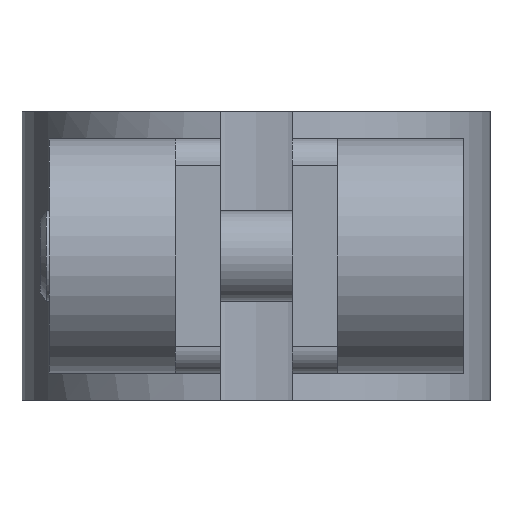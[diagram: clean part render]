
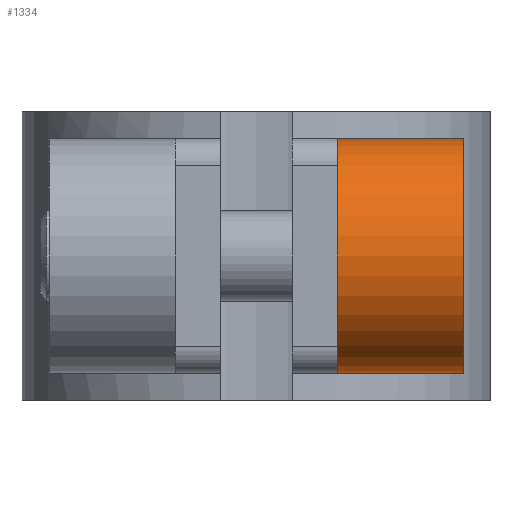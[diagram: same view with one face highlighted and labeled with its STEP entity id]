
A CAD part, front view. The second image highlights one B-rep face of the part: STEP entity #1334.
In plain terms, the highlighted cylindrical face has radius 6.5 mm (diameter 13 mm), a partial arc.
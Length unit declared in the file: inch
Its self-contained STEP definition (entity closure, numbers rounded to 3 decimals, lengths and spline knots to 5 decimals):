
#91 = ORIENTED_EDGE ( 'NONE', *, *, #2033, .F. ) ;
#320 = AXIS2_PLACEMENT_3D ( 'NONE', #1221, #1835, #3496 ) ;
#385 = AXIS2_PLACEMENT_3D ( 'NONE', #1087, #2334, #752 ) ;
#417 = VERTEX_POINT ( 'NONE', #1336 ) ;
#488 = EDGE_LOOP ( 'NONE', ( #2845, #3833, #1922, #4014, #91 ) ) ;
#489 = CARTESIAN_POINT ( 'NONE',  ( 0.45276, -0.57087, 0.25591 ) ) ;
#536 = VERTEX_POINT ( 'NONE', #1486 ) ;
#538 = CARTESIAN_POINT ( 'NONE',  ( 0.45276, -0.57087, -0.25591 ) ) ;
#752 = DIRECTION ( 'NONE',  ( 0., 0., 1. ) ) ;
#920 = LINE ( 'NONE', #2217, #3427 ) ;
#1087 = CARTESIAN_POINT ( 'NONE',  ( 0.17717, -0.57087, 0. ) ) ;
#1221 = CARTESIAN_POINT ( 'NONE',  ( 0.17717, -0.57087, 0. ) ) ;
#1251 = EDGE_CURVE ( 'NONE', #417, #536, #2142, .T. ) ;
#1329 = CARTESIAN_POINT ( 'NONE',  ( 0.17717, -0.57087, -0.25591 ) ) ;
#1331 = DIRECTION ( 'NONE',  ( -1., 0., 0. ) ) ;
#1334 = ADVANCED_FACE ( 'NONE', ( #1991 ), #2305, .F. ) ;
#1336 = CARTESIAN_POINT ( 'NONE',  ( 0.17717, -0.57087, 0.25591 ) ) ;
#1469 = DIRECTION ( 'NONE',  ( 0., 0., 1. ) ) ;
#1486 = CARTESIAN_POINT ( 'NONE',  ( 0.17717, -0.82677, 0. ) ) ;
#1514 = EDGE_CURVE ( 'NONE', #2101, #417, #1988, .T. ) ;
#1658 = DIRECTION ( 'NONE',  ( 0., 0., 1. ) ) ;
#1674 = CARTESIAN_POINT ( 'NONE',  ( 0.45276, -0.57087, 0. ) ) ;
#1762 = AXIS2_PLACEMENT_3D ( 'NONE', #2739, #3090, #1469 ) ;
#1835 = DIRECTION ( 'NONE',  ( 1., 0., 0. ) ) ;
#1922 = ORIENTED_EDGE ( 'NONE', *, *, #1251, .F. ) ;
#1988 = LINE ( 'NONE', #2973, #3310 ) ;
#1991 = FACE_OUTER_BOUND ( 'NONE', #488, .T. ) ;
#2033 = EDGE_CURVE ( 'NONE', #4145, #2101, #2716, .T. ) ;
#2101 = VERTEX_POINT ( 'NONE', #489 ) ;
#2142 = CIRCLE ( 'NONE', #385, 0.25591 ) ;
#2217 = CARTESIAN_POINT ( 'NONE',  ( 0.45276, -0.57087, -0.25591 ) ) ;
#2305 = CYLINDRICAL_SURFACE ( 'NONE', #2349, 0.25591 ) ;
#2334 = DIRECTION ( 'NONE',  ( 1., 0., 0. ) ) ;
#2349 = AXIS2_PLACEMENT_3D ( 'NONE', #1674, #1331, #1658 ) ;
#2557 = DIRECTION ( 'NONE',  ( 1., 0., 0. ) ) ;
#2628 = CIRCLE ( 'NONE', #320, 0.25591 ) ;
#2716 = CIRCLE ( 'NONE', #1762, 0.25591 ) ;
#2739 = CARTESIAN_POINT ( 'NONE',  ( 0.45276, -0.57087, 0. ) ) ;
#2845 = ORIENTED_EDGE ( 'NONE', *, *, #3150, .F. ) ;
#2911 = VERTEX_POINT ( 'NONE', #1329 ) ;
#2973 = CARTESIAN_POINT ( 'NONE',  ( 0.45276, -0.57087, 0.25591 ) ) ;
#3090 = DIRECTION ( 'NONE',  ( -1., 0., 0. ) ) ;
#3150 = EDGE_CURVE ( 'NONE', #2911, #4145, #920, .T. ) ;
#3310 = VECTOR ( 'NONE', #3933, 39.37008 ) ;
#3427 = VECTOR ( 'NONE', #2557, 39.37008 ) ;
#3496 = DIRECTION ( 'NONE',  ( 0., 0., 1. ) ) ;
#3538 = EDGE_CURVE ( 'NONE', #536, #2911, #2628, .T. ) ;
#3833 = ORIENTED_EDGE ( 'NONE', *, *, #3538, .F. ) ;
#3933 = DIRECTION ( 'NONE',  ( -1., 0., 0. ) ) ;
#4014 = ORIENTED_EDGE ( 'NONE', *, *, #1514, .F. ) ;
#4145 = VERTEX_POINT ( 'NONE', #538 ) ;
